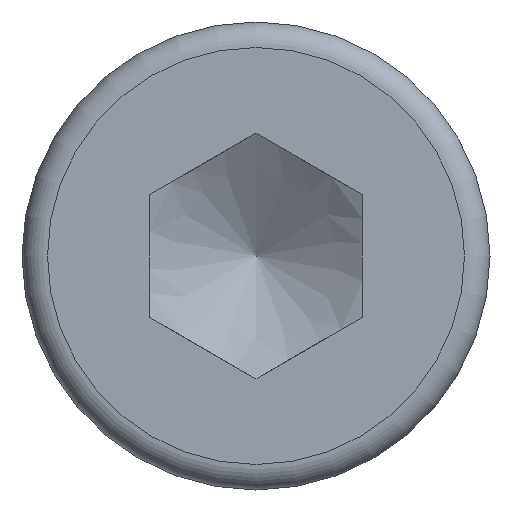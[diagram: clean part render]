
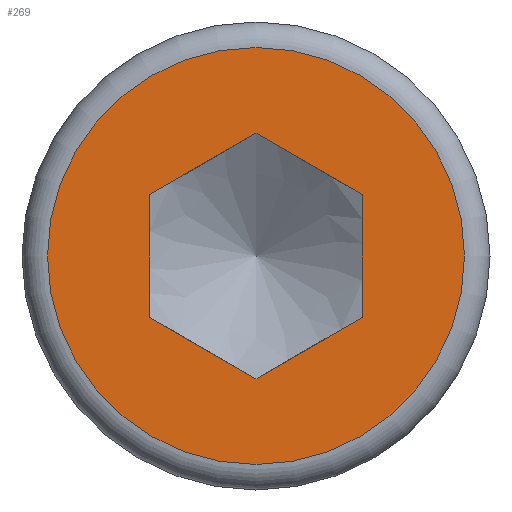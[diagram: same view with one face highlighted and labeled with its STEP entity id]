
A CAD part, left-side view. The second image highlights one B-rep face of the part: STEP entity #269.
In plain terms, the highlighted planar face has unit normal (-1, 0, 0).
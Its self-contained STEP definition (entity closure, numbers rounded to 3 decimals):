
#26=LINE('',#2530,#38);
#27=LINE('',#2533,#39);
#28=LINE('',#2535,#40);
#29=LINE('',#2537,#41);
#30=LINE('',#2539,#42);
#31=LINE('',#2541,#43);
#38=VECTOR('',#344,1000.);
#39=VECTOR('',#345,1000.);
#40=VECTOR('',#346,1000.);
#41=VECTOR('',#347,1000.);
#42=VECTOR('',#348,1000.);
#43=VECTOR('',#349,1000.);
#78=ORIENTED_EDGE('',*,*,#147,.F.);
#79=ORIENTED_EDGE('',*,*,#148,.F.);
#80=ORIENTED_EDGE('',*,*,#149,.F.);
#81=ORIENTED_EDGE('',*,*,#150,.F.);
#82=ORIENTED_EDGE('',*,*,#151,.F.);
#83=ORIENTED_EDGE('',*,*,#152,.F.);
#84=ORIENTED_EDGE('',*,*,#153,.T.);
#147=EDGE_CURVE('',#181,#182,#26,.T.);
#148=EDGE_CURVE('',#183,#181,#27,.T.);
#149=EDGE_CURVE('',#184,#183,#28,.T.);
#150=EDGE_CURVE('',#185,#184,#29,.T.);
#151=EDGE_CURVE('',#186,#185,#30,.T.);
#152=EDGE_CURVE('',#182,#186,#31,.T.);
#153=EDGE_CURVE('',#187,#187,#204,.T.);
#181=VERTEX_POINT('',#2531);
#182=VERTEX_POINT('',#2532);
#183=VERTEX_POINT('',#2534);
#184=VERTEX_POINT('',#2536);
#185=VERTEX_POINT('',#2538);
#186=VERTEX_POINT('',#2540);
#187=VERTEX_POINT('',#2543);
#204=CIRCLE('',#307,2.45);
#212=EDGE_LOOP('',(#78,#79,#80,#81,#82,#83));
#213=EDGE_LOOP('',(#84));
#236=FACE_BOUND('',#212,.T.);
#237=FACE_BOUND('',#213,.T.);
#258=PLANE('',#306);
#269=ADVANCED_FACE('',(#236,#237),#258,.T.);
#306=AXIS2_PLACEMENT_3D('',#2529,#342,#343);
#307=AXIS2_PLACEMENT_3D('',#2542,#350,#351);
#342=DIRECTION('',(-1.,0.,0.));
#343=DIRECTION('',(0.,0.,1.));
#344=DIRECTION('',(0.,0.,1.));
#345=DIRECTION('',(0.,-0.866,0.5));
#346=DIRECTION('',(0.,-0.866,-0.5));
#347=DIRECTION('',(0.,0.,-1.));
#348=DIRECTION('',(0.,0.866,-0.5));
#349=DIRECTION('',(0.,0.866,0.5));
#350=DIRECTION('',(-1.,0.,0.));
#351=DIRECTION('',(0.,0.,1.));
#2529=CARTESIAN_POINT('',(-3.,0.,0.));
#2530=CARTESIAN_POINT('',(-3.,-1.25,-0.722));
#2531=CARTESIAN_POINT('',(-3.,-1.25,-0.722));
#2532=CARTESIAN_POINT('',(-3.,-1.25,0.722));
#2533=CARTESIAN_POINT('',(-3.,0.,-1.443));
#2534=CARTESIAN_POINT('',(-3.,0.,-1.443));
#2535=CARTESIAN_POINT('',(-3.,1.25,-0.722));
#2536=CARTESIAN_POINT('',(-3.,1.25,-0.722));
#2537=CARTESIAN_POINT('',(-3.,1.25,0.722));
#2538=CARTESIAN_POINT('',(-3.,1.25,0.722));
#2539=CARTESIAN_POINT('',(-3.,0.,1.443));
#2540=CARTESIAN_POINT('',(-3.,0.,1.443));
#2541=CARTESIAN_POINT('',(-3.,-1.25,0.722));
#2542=CARTESIAN_POINT('',(-3.,0.,0.));
#2543=CARTESIAN_POINT('',(-3.,0.,2.45));
